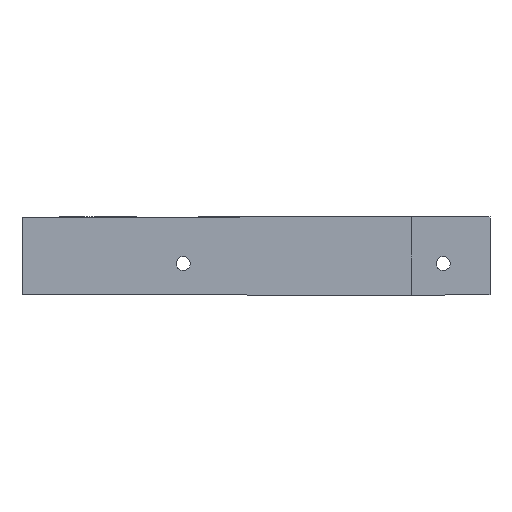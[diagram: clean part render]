
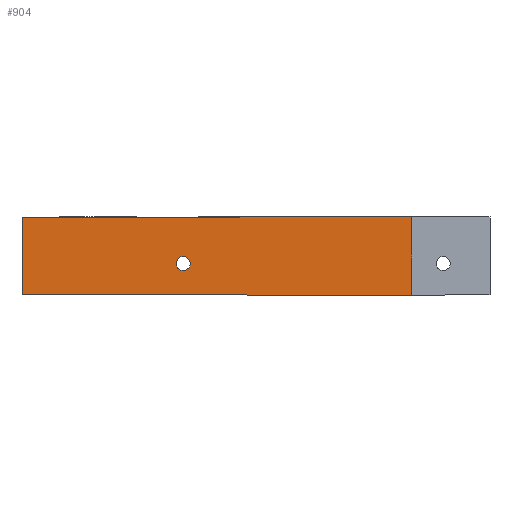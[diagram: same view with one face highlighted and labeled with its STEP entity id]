
A CAD part, left-side view. The second image highlights one B-rep face of the part: STEP entity #904.
In plain terms, the highlighted planar face has unit normal (-1, 0, 0).
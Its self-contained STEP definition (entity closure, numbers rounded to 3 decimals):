
#14 = LINE ( 'NONE', #983, #81 ) ;
#81 = VECTOR ( 'NONE', #99, 1000. ) ;
#99 = DIRECTION ( 'NONE',  ( 0., 1., 0. ) ) ;
#112 = ORIENTED_EDGE ( 'NONE', *, *, #1631, .F. ) ;
#132 = EDGE_CURVE ( 'NONE', #576, #186, #1157, .T. ) ;
#140 = PLANE ( 'NONE',  #353 ) ;
#178 = VERTEX_POINT ( 'NONE', #1372 ) ;
#186 = VERTEX_POINT ( 'NONE', #1430 ) ;
#199 = FACE_OUTER_BOUND ( 'NONE', #1742, .T. ) ;
#257 = DIRECTION ( 'NONE',  ( 0., 1., 0. ) ) ;
#353 = AXIS2_PLACEMENT_3D ( 'NONE', #419, #1148, #1298 ) ;
#361 = EDGE_CURVE ( 'NONE', #523, #528, #819, .T. ) ;
#419 = CARTESIAN_POINT ( 'NONE',  ( -90., 75., 5. ) ) ;
#429 = CARTESIAN_POINT ( 'NONE',  ( -90., 0., 5. ) ) ;
#451 = EDGE_LOOP ( 'NONE', ( #471, #112 ) ) ;
#471 = ORIENTED_EDGE ( 'NONE', *, *, #132, .F. ) ;
#473 = AXIS2_PLACEMENT_3D ( 'NONE', #1613, #1028, #1605 ) ;
#523 = VERTEX_POINT ( 'NONE', #1349 ) ;
#527 = CARTESIAN_POINT ( 'NONE',  ( -90., 31.022, 8.95 ) ) ;
#528 = VERTEX_POINT ( 'NONE', #900 ) ;
#576 = VERTEX_POINT ( 'NONE', #1518 ) ;
#631 = FACE_BOUND ( 'NONE', #451, .T. ) ;
#819 = LINE ( 'NONE', #429, #1000 ) ;
#859 = CIRCLE ( 'NONE', #473, 1.35 ) ;
#876 = DIRECTION ( 'NONE',  ( 0., 0., -1. ) ) ;
#900 = CARTESIAN_POINT ( 'NONE',  ( -90., 0., 0. ) ) ;
#904 = ADVANCED_FACE ( 'NONE', ( #631, #199 ), #140, .T. ) ;
#969 = DIRECTION ( 'NONE',  ( 0., 0., -1. ) ) ;
#983 = CARTESIAN_POINT ( 'NONE',  ( -90., 0., 15. ) ) ;
#1000 = VECTOR ( 'NONE', #876, 1000. ) ;
#1023 = ORIENTED_EDGE ( 'NONE', *, *, #1825, .T. ) ;
#1027 = ORIENTED_EDGE ( 'NONE', *, *, #1369, .T. ) ;
#1028 = DIRECTION ( 'NONE',  ( -1., 0., 0. ) ) ;
#1094 = DIRECTION ( 'NONE',  ( -1., 0., 0. ) ) ;
#1127 = LINE ( 'NONE', #1835, #1729 ) ;
#1148 = DIRECTION ( 'NONE',  ( -1., 0., 0. ) ) ;
#1157 = CIRCLE ( 'NONE', #1370, 1.35 ) ;
#1162 = ORIENTED_EDGE ( 'NONE', *, *, #361, .F. ) ;
#1199 = LINE ( 'NONE', #1675, #1794 ) ;
#1298 = DIRECTION ( 'NONE',  ( 0., 0., -1. ) ) ;
#1305 = EDGE_CURVE ( 'NONE', #528, #1846, #1199, .T. ) ;
#1349 = CARTESIAN_POINT ( 'NONE',  ( -90., 0., 15. ) ) ;
#1369 = EDGE_CURVE ( 'NONE', #523, #178, #14, .T. ) ;
#1370 = AXIS2_PLACEMENT_3D ( 'NONE', #527, #1094, #969 ) ;
#1372 = CARTESIAN_POINT ( 'NONE',  ( -90., 75., 15. ) ) ;
#1430 = CARTESIAN_POINT ( 'NONE',  ( -90., 31.022, 7.6 ) ) ;
#1518 = CARTESIAN_POINT ( 'NONE',  ( -90., 31.022, 10.3 ) ) ;
#1566 = DIRECTION ( 'NONE',  ( 0., 0., -1. ) ) ;
#1605 = DIRECTION ( 'NONE',  ( 0., 0., -1. ) ) ;
#1613 = CARTESIAN_POINT ( 'NONE',  ( -90., 31.022, 8.95 ) ) ;
#1625 = ORIENTED_EDGE ( 'NONE', *, *, #1305, .F. ) ;
#1631 = EDGE_CURVE ( 'NONE', #186, #576, #859, .T. ) ;
#1675 = CARTESIAN_POINT ( 'NONE',  ( -90., 75., 0. ) ) ;
#1725 = CARTESIAN_POINT ( 'NONE',  ( -90., 75., 0. ) ) ;
#1729 = VECTOR ( 'NONE', #1566, 1000. ) ;
#1742 = EDGE_LOOP ( 'NONE', ( #1625, #1162, #1027, #1023 ) ) ;
#1794 = VECTOR ( 'NONE', #257, 1000. ) ;
#1825 = EDGE_CURVE ( 'NONE', #178, #1846, #1127, .T. ) ;
#1835 = CARTESIAN_POINT ( 'NONE',  ( -90., 75., 5. ) ) ;
#1846 = VERTEX_POINT ( 'NONE', #1725 ) ;
